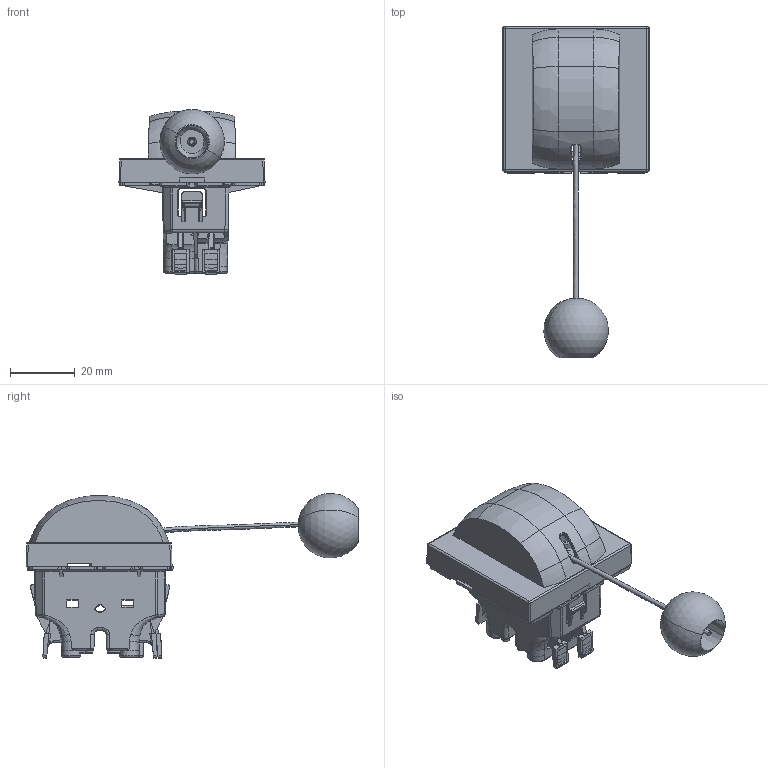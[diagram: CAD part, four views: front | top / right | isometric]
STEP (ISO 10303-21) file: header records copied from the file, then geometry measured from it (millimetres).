
FILE_DESCRIPTION(('CATIA V5 STEP Exchange','CAx-IF Rec.Pracs.--- Model Styling and Organization---1.5--- 2016-08-15','CAx-IF Rec.Pracs.---Supplemental Geometry---1.0---2011-11-01','CAx-IF Rec.Pracs.--- Composite Materials ---1.1---2010-07-15'),'2;1');
FILE_NAME('077014_simple.stp','2024-05-22T08:08:12+00:00',('none'),('none'),'CATIA Version 5-6 Release 2020 SP3','CATIA V5 STEP AP214 v2','none');
FILE_SCHEMA(('AUTOMOTIVE_DESIGN { 1 0 10303 214 1 1 1 1 }'));
Products named in the file (1): 077014_simple
Bounding box: 45.05 x 102.39 x 50.91 mm (x, y, z)
Volume: 15597.9 mm3; surface area: 22227.5 mm2
Topology: 7 solids, 7 shells, 2104 faces, 5708 edges, 3575 vertices
Faces by surface type: plane 965, cylinder 555, bspline 230, extrusion 148, sphere 80, cone 75, torus 43, revolution 8
Entity records: 83373 total; most frequent: CARTESIAN_POINT 35957, ORIENTED_EDGE 11272, DIRECTION 6141, EDGE_CURVE 5636, VERTEX_POINT 3575, VECTOR 2759, B_SPLINE_CURVE_WITH_KNOTS 2655, LINE 2611
